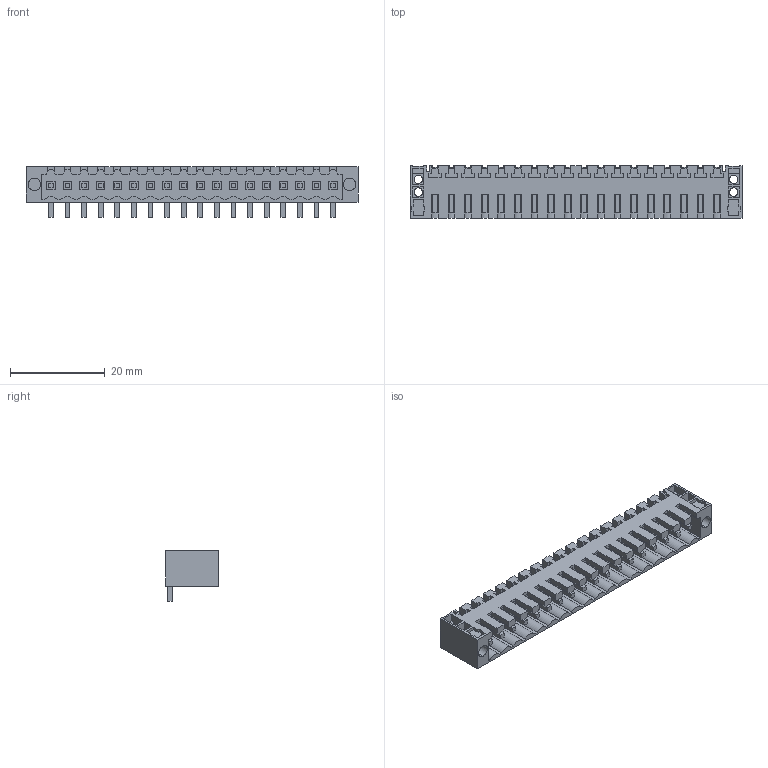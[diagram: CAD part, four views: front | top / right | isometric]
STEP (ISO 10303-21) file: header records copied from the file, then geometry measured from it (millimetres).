
FILE_DESCRIPTION(('CATIA V5 STEP Exchange','CAx-IF Rec.Pracs.--- Model Styling and Organization---1.4--- 2014-01-23'),'2;1');
FILE_NAME ('D1457240_1_1842240000_1842240000.stp','2021-08-12T06:45:07+00:00',('none'),('Weidmueller'),'CATIA Version 5-6 Release 2016 SP3 HF44','CATIA V5 STEP AP214','none');
FILE_SCHEMA(('AUTOMOTIVE_DESIGN { 1 0 10303 214 1 1 1 1 }'));
Length unit declared in the file: millimetre
Products named in the file (1): 1842240000
Bounding box: 70 x 11.05 x 10.65 mm (x, y, z)
Volume: 2441.5 mm3; surface area: 6502.6 mm2
Topology: 19 solids, 19 shells, 964 faces, 2909 edges, 1989 vertices
Faces by surface type: plane 930, cylinder 34
Entity records: 30510 total; most frequent: ORIENTED_EDGE 5818, CARTESIAN_POINT 5403, DIRECTION 3781, EDGE_CURVE 2909, VECTOR 2841, LINE 2841, VERTEX_POINT 1989, EDGE_LOOP 1020
